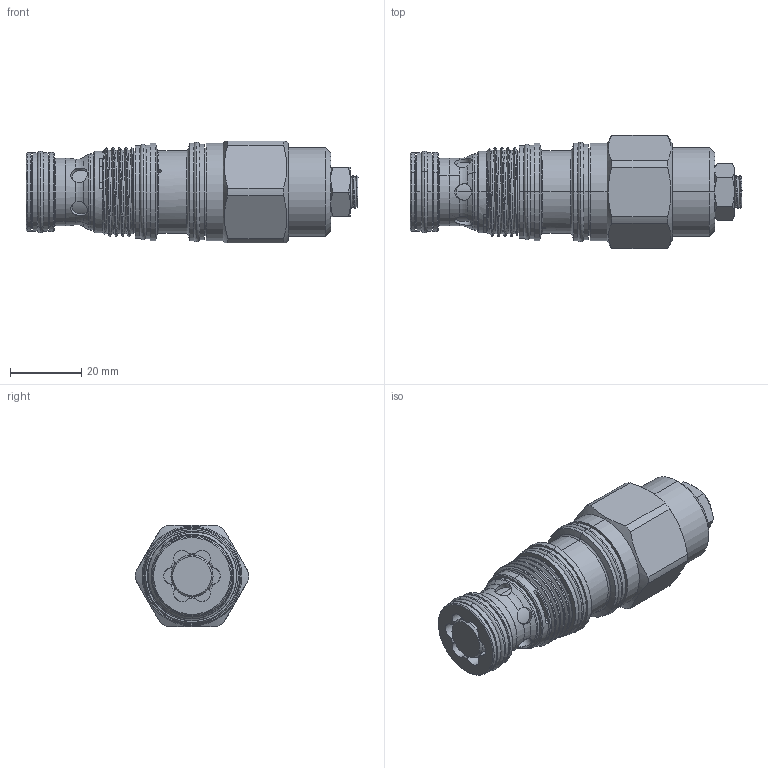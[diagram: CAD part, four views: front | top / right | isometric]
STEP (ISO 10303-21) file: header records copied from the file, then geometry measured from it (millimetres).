
FILE_DESCRIPTION (( 'STEP AP214' ), '1' );
FILE_NAME ('CB2A33(3A)(3C)(3Q).STEP', '2016-04-13T02:32:39', ( '' ), ( '' ), 'SwSTEP 2.0', 'SolidWorks 2012', '' );
FILE_SCHEMA (( 'AUTOMOTIVE_DESIGN' ));
Length unit declared in the file: millimetre
Products named in the file (1): CB2A33(3A)(3C)(3Q)
Bounding box: 93.4 x 31.79 x 28.57 mm (x, y, z)
Volume: 43446.4 mm3; surface area: 12393.1 mm2
Topology: 5 solids, 5 shells, 267 faces, 645 edges, 401 vertices
Faces by surface type: cylinder 108, plane 57, cone 50, torus 45, bspline 5, sphere 2
Entity records: 13631 total; most frequent: CARTESIAN_POINT 7468, DIRECTION 1288, ORIENTED_EDGE 1286, EDGE_CURVE 643, AXIS2_PLACEMENT_3D 555, VERTEX_POINT 401, CIRCLE 292, EDGE_LOOP 290
